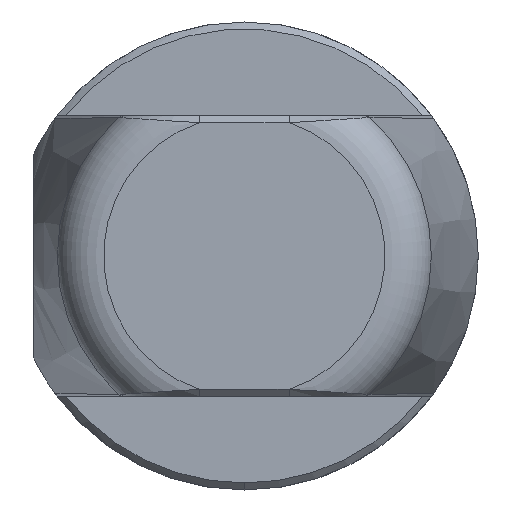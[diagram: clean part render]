
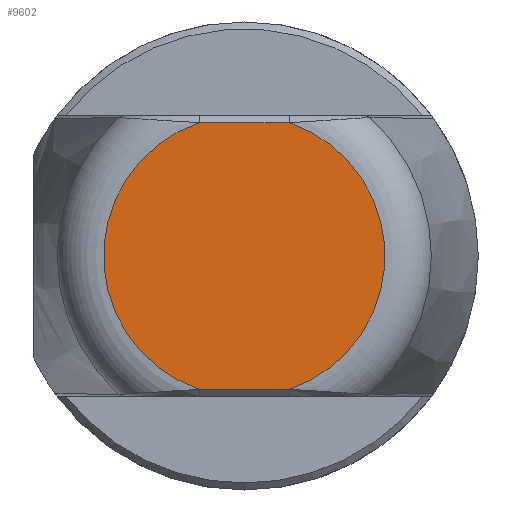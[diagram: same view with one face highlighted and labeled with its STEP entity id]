
A CAD part, left-side view. The second image highlights one B-rep face of the part: STEP entity #9602.
In plain terms, the highlighted face is planar.
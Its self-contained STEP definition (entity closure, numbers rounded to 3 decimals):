
#1537 = CARTESIAN_POINT ( 'NONE',  ( 16.5, -1.918, -5.699 ) ) ;
#1723 = VECTOR ( 'NONE', #5674, 1000. ) ;
#2049 = DIRECTION ( 'NONE',  ( 0., -1., 0. ) ) ;
#2509 = ORIENTED_EDGE ( 'NONE', *, *, #17453, .T. ) ;
#3474 = ORIENTED_EDGE ( 'NONE', *, *, #9565, .F. ) ;
#4038 = CARTESIAN_POINT ( 'NONE',  ( 16.5, 1.914, -5.7 ) ) ;
#4175 = DIRECTION ( 'NONE',  ( 0., 0., 1. ) ) ;
#4242 = CARTESIAN_POINT ( 'NONE',  ( 16.5, -1.914, 5.7 ) ) ;
#4430 = AXIS2_PLACEMENT_3D ( 'NONE', #21899, #6225, #4175 ) ;
#5562 = PLANE ( 'NONE',  #8999 ) ;
#5674 = DIRECTION ( 'NONE',  ( 0., 1., 0. ) ) ;
#6225 = DIRECTION ( 'NONE',  ( -1., 0., 0. ) ) ;
#7944 = CARTESIAN_POINT ( 'NONE',  ( 16.5, 0.392, -5.7 ) ) ;
#8653 = CARTESIAN_POINT ( 'NONE',  ( 16.5, 0., 0. ) ) ;
#8999 = AXIS2_PLACEMENT_3D ( 'NONE', #16669, #23041, #22549 ) ;
#9401 = CIRCLE ( 'NONE', #10215, 6.013 ) ;
#9565 = EDGE_CURVE ( 'NONE', #21155, #16845, #9401, .T. ) ;
#9602 = ADVANCED_FACE ( 'NONE', ( #17146 ), #5562, .T. ) ;
#10192 = LINE ( 'NONE', #16062, #18896 ) ;
#10215 = AXIS2_PLACEMENT_3D ( 'NONE', #8653, #12736, #22688 ) ;
#11691 = ORIENTED_EDGE ( 'NONE', *, *, #14825, .F. ) ;
#11695 = EDGE_CURVE ( 'NONE', #21155, #12412, #23637, .T. ) ;
#12412 = VERTEX_POINT ( 'NONE', #4038 ) ;
#12736 = DIRECTION ( 'NONE',  ( -1., 0., 0. ) ) ;
#13389 = CARTESIAN_POINT ( 'NONE',  ( 16.5, 1.918, 5.699 ) ) ;
#14825 = EDGE_CURVE ( 'NONE', #22839, #12412, #18660, .T. ) ;
#15773 = EDGE_LOOP ( 'NONE', ( #3474, #18294, #11691, #2509 ) ) ;
#16062 = CARTESIAN_POINT ( 'NONE',  ( 16.5, -0.392, 5.7 ) ) ;
#16669 = CARTESIAN_POINT ( 'NONE',  ( 16.5, 6.013, 0. ) ) ;
#16845 = VERTEX_POINT ( 'NONE', #4242 ) ;
#17146 = FACE_OUTER_BOUND ( 'NONE', #15773, .T. ) ;
#17453 = EDGE_CURVE ( 'NONE', #22839, #16845, #10192, .T. ) ;
#18294 = ORIENTED_EDGE ( 'NONE', *, *, #11695, .T. ) ;
#18660 = CIRCLE ( 'NONE', #4430, 6.013 ) ;
#18896 = VECTOR ( 'NONE', #2049, 1000. ) ;
#21155 = VERTEX_POINT ( 'NONE', #1537 ) ;
#21899 = CARTESIAN_POINT ( 'NONE',  ( 16.5, 0., 0. ) ) ;
#22549 = DIRECTION ( 'NONE',  ( 0., 0., -1. ) ) ;
#22688 = DIRECTION ( 'NONE',  ( 0., 0., 1. ) ) ;
#22839 = VERTEX_POINT ( 'NONE', #13389 ) ;
#23041 = DIRECTION ( 'NONE',  ( 1., 0., 0. ) ) ;
#23637 = LINE ( 'NONE', #7944, #1723 ) ;
